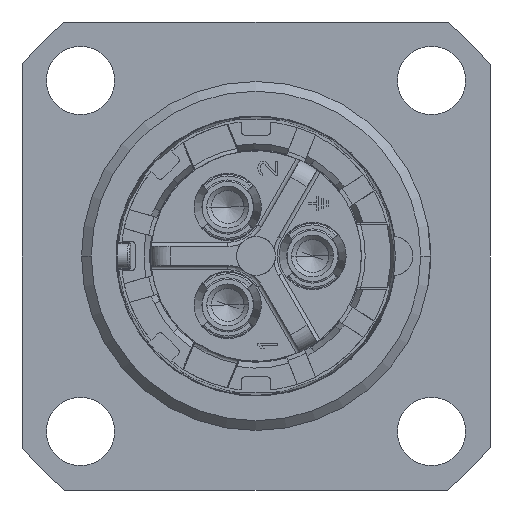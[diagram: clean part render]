
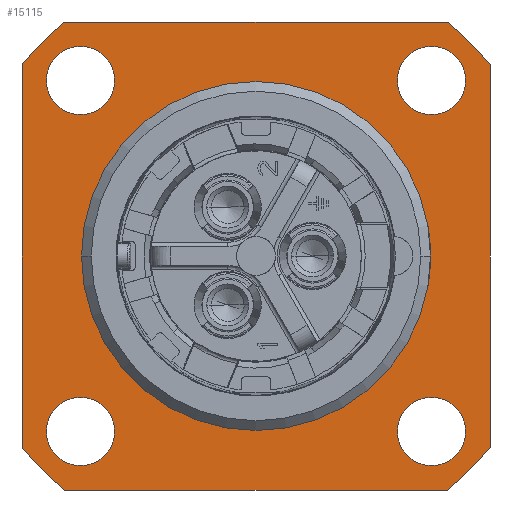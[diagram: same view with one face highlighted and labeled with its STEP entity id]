
A CAD part, left-side view. The second image highlights one B-rep face of the part: STEP entity #15115.
In plain terms, the highlighted planar face has unit normal (-1, 0, 0).
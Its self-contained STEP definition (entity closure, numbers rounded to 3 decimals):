
#620=CARTESIAN_POINT('',(5.5,12.,-12.));
#621=DIRECTION('',(-1.,0.,0.));
#622=DIRECTION('',(0.,-1.,0.));
#623=AXIS2_PLACEMENT_3D('',#620,#621,#622);
#650=CARTESIAN_POINT('',(5.5,12.,-12.));
#651=DIRECTION('',(-1.,0.,0.));
#652=DIRECTION('',(0.,1.,0.));
#653=AXIS2_PLACEMENT_3D('',#650,#651,#652);
#680=DIRECTION('',(0.,0.,1.));
#681=VECTOR('',#680,19.621);
#682=CARTESIAN_POINT('',(5.5,0.,-21.811));
#683=LINE('1140',#682,#681);
#684=CARTESIAN_POINT('',(5.5,12.,-12.));
#685=DIRECTION('',(-1.,0.,0.));
#686=DIRECTION('',(0.,-0.633,-0.774));
#687=AXIS2_PLACEMENT_3D('',#684,#685,#686);
#689=DIRECTION('',(0.,-1.,0.));
#690=VECTOR('',#689,19.621);
#691=CARTESIAN_POINT('',(5.5,21.811,-24.));
#692=LINE('1142',#691,#690);
#693=CARTESIAN_POINT('',(5.5,12.,-12.));
#694=DIRECTION('',(-1.,0.,0.));
#695=DIRECTION('',(0.,0.774,-0.633));
#696=AXIS2_PLACEMENT_3D('',#693,#694,#695);
#698=DIRECTION('',(0.,0.,-1.));
#699=VECTOR('',#698,19.621);
#700=CARTESIAN_POINT('',(5.5,24.,-2.189));
#701=LINE('1144',#700,#699);
#702=CARTESIAN_POINT('',(5.5,12.,-12.));
#703=DIRECTION('',(-1.,0.,0.));
#704=DIRECTION('',(0.,0.633,0.774));
#705=AXIS2_PLACEMENT_3D('',#702,#703,#704);
#707=DIRECTION('',(0.,1.,0.));
#708=VECTOR('',#707,19.621);
#709=CARTESIAN_POINT('',(5.5,2.189,0.));
#710=LINE('1146',#709,#708);
#711=CARTESIAN_POINT('',(5.5,12.,-12.));
#712=DIRECTION('',(-1.,0.,0.));
#713=DIRECTION('',(0.,-0.774,0.633));
#714=AXIS2_PLACEMENT_3D('',#711,#712,#713);
#716=CARTESIAN_POINT('',(5.5,21.,-3.));
#717=DIRECTION('',(-1.,0.,0.));
#718=DIRECTION('',(0.,0.,-1.));
#719=AXIS2_PLACEMENT_3D('',#716,#717,#718);
#721=CARTESIAN_POINT('',(5.5,21.,-3.));
#722=DIRECTION('',(-1.,0.,0.));
#723=DIRECTION('',(0.,0.,1.));
#724=AXIS2_PLACEMENT_3D('',#721,#722,#723);
#726=CARTESIAN_POINT('',(5.5,21.,-21.));
#727=DIRECTION('',(-1.,0.,0.));
#728=DIRECTION('',(0.,0.,-1.));
#729=AXIS2_PLACEMENT_3D('',#726,#727,#728);
#731=CARTESIAN_POINT('',(5.5,21.,-21.));
#732=DIRECTION('',(-1.,0.,0.));
#733=DIRECTION('',(0.,0.,1.));
#734=AXIS2_PLACEMENT_3D('',#731,#732,#733);
#736=CARTESIAN_POINT('',(5.5,3.,-21.));
#737=DIRECTION('',(-1.,0.,0.));
#738=DIRECTION('',(0.,0.,-1.));
#739=AXIS2_PLACEMENT_3D('',#736,#737,#738);
#741=CARTESIAN_POINT('',(5.5,3.,-21.));
#742=DIRECTION('',(-1.,0.,0.));
#743=DIRECTION('',(0.,0.,1.));
#744=AXIS2_PLACEMENT_3D('',#741,#742,#743);
#746=CARTESIAN_POINT('',(5.5,3.,-3.));
#747=DIRECTION('',(-1.,0.,0.));
#748=DIRECTION('',(0.,0.,-1.));
#749=AXIS2_PLACEMENT_3D('',#746,#747,#748);
#751=CARTESIAN_POINT('',(5.5,3.,-3.));
#752=DIRECTION('',(-1.,0.,0.));
#753=DIRECTION('',(0.,0.,1.));
#754=AXIS2_PLACEMENT_3D('',#751,#752,#753);
#11481=CARTESIAN_POINT('',(5.5,0.,-21.811));
#11482=CARTESIAN_POINT('',(5.5,0.,-2.189));
#11483=VERTEX_POINT('',#11481);
#11484=VERTEX_POINT('',#11482);
#11485=CARTESIAN_POINT('',(5.5,2.189,-24.));
#11486=VERTEX_POINT('',#11485);
#11487=CARTESIAN_POINT('',(5.5,21.811,-24.));
#11488=VERTEX_POINT('',#11487);
#11489=CARTESIAN_POINT('',(5.5,24.,-21.811));
#11490=VERTEX_POINT('',#11489);
#11491=CARTESIAN_POINT('',(5.5,24.,-2.189));
#11492=VERTEX_POINT('',#11491);
#11493=CARTESIAN_POINT('',(5.5,21.811,0.));
#11494=VERTEX_POINT('',#11493);
#11495=CARTESIAN_POINT('',(5.5,2.189,0.));
#11496=VERTEX_POINT('',#11495);
#11501=CARTESIAN_POINT('',(5.5,3.05,-12.));
#11502=CARTESIAN_POINT('',(5.5,20.95,-12.));
#11503=VERTEX_POINT('',#11501);
#11504=VERTEX_POINT('',#11502);
#11537=CARTESIAN_POINT('',(5.5,21.,-4.75));
#11538=CARTESIAN_POINT('',(5.5,21.,-1.25));
#11539=VERTEX_POINT('',#11537);
#11540=VERTEX_POINT('',#11538);
#11541=CARTESIAN_POINT('',(5.5,21.,-22.75));
#11542=CARTESIAN_POINT('',(5.5,21.,-19.25));
#11543=VERTEX_POINT('',#11541);
#11544=VERTEX_POINT('',#11542);
#11545=CARTESIAN_POINT('',(5.5,3.,-22.75));
#11546=CARTESIAN_POINT('',(5.5,3.,-19.25));
#11547=VERTEX_POINT('',#11545);
#11548=VERTEX_POINT('',#11546);
#11549=CARTESIAN_POINT('',(5.5,3.,-4.75));
#11550=CARTESIAN_POINT('',(5.5,3.,-1.25));
#11551=VERTEX_POINT('',#11549);
#11552=VERTEX_POINT('',#11550);
#15064=CARTESIAN_POINT('',(5.5,12.,-12.));
#15065=DIRECTION('',(1.,0.,0.));
#15066=DIRECTION('',(0.,0.,-1.));
#15067=AXIS2_PLACEMENT_3D('',#15064,#15065,#15066);
#15068=PLANE('267',#15067);
#15070=ORIENTED_EDGE('1140',*,*,#15069,.F.);
#15072=ORIENTED_EDGE('1141',*,*,#15071,.F.);
#15074=ORIENTED_EDGE('1142',*,*,#15073,.F.);
#15076=ORIENTED_EDGE('1143',*,*,#15075,.F.);
#15078=ORIENTED_EDGE('1144',*,*,#15077,.F.);
#15080=ORIENTED_EDGE('1145',*,*,#15079,.F.);
#15082=ORIENTED_EDGE('1146',*,*,#15081,.F.);
#15084=ORIENTED_EDGE('1147',*,*,#15083,.F.);
#15085=EDGE_LOOP('267',(#15070,#15072,#15074,#15076,#15078,#15080,#15082,
#15084));
#15086=FACE_OUTER_BOUND('267',#15085,.F.);
#15088=ORIENTED_EDGE('1187',*,*,#15087,.T.);
#15090=ORIENTED_EDGE('1188',*,*,#15089,.T.);
#15091=EDGE_LOOP('267',(#15088,#15090));
#15092=FACE_BOUND('267',#15091,.F.);
#15094=ORIENTED_EDGE('1189',*,*,#15093,.T.);
#15096=ORIENTED_EDGE('1190',*,*,#15095,.T.);
#15097=EDGE_LOOP('267',(#15094,#15096));
#15098=FACE_BOUND('267',#15097,.F.);
#15100=ORIENTED_EDGE('1191',*,*,#15099,.T.);
#15102=ORIENTED_EDGE('1192',*,*,#15101,.T.);
#15103=EDGE_LOOP('267',(#15100,#15102));
#15104=FACE_BOUND('267',#15103,.F.);
#15106=ORIENTED_EDGE('1193',*,*,#15105,.T.);
#15108=ORIENTED_EDGE('1194',*,*,#15107,.T.);
#15109=EDGE_LOOP('267',(#15106,#15108));
#15110=FACE_BOUND('267',#15109,.F.);
#15111=ORIENTED_EDGE('1157',*,*,#15002,.T.);
#15112=ORIENTED_EDGE('1159',*,*,#15047,.T.);
#15113=EDGE_LOOP('267',(#15111,#15112));
#15114=FACE_BOUND('267',#15113,.F.);
#624=CIRCLE('1157',#623,8.95);
#654=CIRCLE('1159',#653,8.95);
#688=CIRCLE('1141',#687,15.5);
#697=CIRCLE('1143',#696,15.5);
#706=CIRCLE('1145',#705,15.5);
#715=CIRCLE('1147',#714,15.5);
#720=CIRCLE('1187',#719,1.75);
#725=CIRCLE('1188',#724,1.75);
#730=CIRCLE('1189',#729,1.75);
#735=CIRCLE('1190',#734,1.75);
#740=CIRCLE('1191',#739,1.75);
#745=CIRCLE('1192',#744,1.75);
#750=CIRCLE('1193',#749,1.75);
#755=CIRCLE('1194',#754,1.75);
#15002=EDGE_CURVE('1157',#11503,#11504,#624,.T.);
#15047=EDGE_CURVE('1159',#11504,#11503,#654,.T.);
#15069=EDGE_CURVE('1140',#11483,#11484,#683,.T.);
#15071=EDGE_CURVE('1141',#11486,#11483,#688,.T.);
#15073=EDGE_CURVE('1142',#11488,#11486,#692,.T.);
#15075=EDGE_CURVE('1143',#11490,#11488,#697,.T.);
#15077=EDGE_CURVE('1144',#11492,#11490,#701,.T.);
#15079=EDGE_CURVE('1145',#11494,#11492,#706,.T.);
#15081=EDGE_CURVE('1146',#11496,#11494,#710,.T.);
#15083=EDGE_CURVE('1147',#11484,#11496,#715,.T.);
#15087=EDGE_CURVE('1187',#11539,#11540,#720,.T.);
#15089=EDGE_CURVE('1188',#11540,#11539,#725,.T.);
#15093=EDGE_CURVE('1189',#11543,#11544,#730,.T.);
#15095=EDGE_CURVE('1190',#11544,#11543,#735,.T.);
#15099=EDGE_CURVE('1191',#11547,#11548,#740,.T.);
#15101=EDGE_CURVE('1192',#11548,#11547,#745,.T.);
#15105=EDGE_CURVE('1193',#11551,#11552,#750,.T.);
#15107=EDGE_CURVE('1194',#11552,#11551,#755,.T.);
#15115=ADVANCED_FACE('267',(#15086,#15092,#15098,#15104,#15110,#15114),#15068,
.F.);
